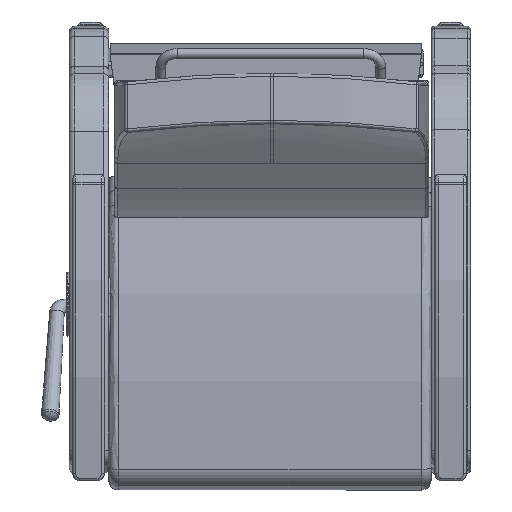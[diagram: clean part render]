
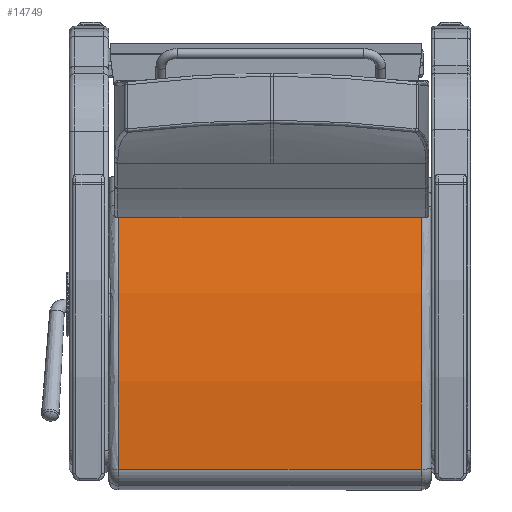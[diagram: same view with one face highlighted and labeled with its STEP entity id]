
A CAD part, front view. The second image highlights one B-rep face of the part: STEP entity #14749.
In plain terms, the highlighted free-form (B-spline) face has degree [1, 2] with [2, 3] control points.
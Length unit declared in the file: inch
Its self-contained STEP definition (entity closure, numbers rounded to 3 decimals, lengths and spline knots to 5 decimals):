
#477=(
BOUNDED_SURFACE()
B_SPLINE_SURFACE(1,2,((#35974,#35975,#35976),(#35977,#35978,#35979)),
 .UNSPECIFIED.,.F.,.F.,.F.)
B_SPLINE_SURFACE_WITH_KNOTS((2,2),(3,3),(-0.19254,0.19254),
(1.36178,1.69928),.UNSPECIFIED.)
GEOMETRIC_REPRESENTATION_ITEM()
RATIONAL_B_SPLINE_SURFACE(((1.,0.986,1.),(1.,0.986,
1.)))
REPRESENTATION_ITEM('')
SURFACE()
);
#985=ELLIPSE('',#16217,60.05357,60.);
#995=ELLIPSE('',#16245,60.05357,60.);
#1717=LINE('',#35972,#2642);
#1718=LINE('',#35981,#2643);
#2642=VECTOR('',#18778,0.3937);
#2643=VECTOR('',#18781,0.3937);
#3602=FACE_OUTER_BOUND('',#4610,.T.);
#4610=EDGE_LOOP('',(#10956,#10957,#10958,#10959));
#6906=VERTEX_POINT('',#35764);
#6907=VERTEX_POINT('',#35765);
#6932=VERTEX_POINT('',#35971);
#6933=VERTEX_POINT('',#35980);
#8402=EDGE_CURVE('',#6906,#6907,#985,.T.);
#8440=EDGE_CURVE('',#6907,#6932,#1717,.T.);
#8442=EDGE_CURVE('',#6906,#6933,#1718,.T.);
#8443=EDGE_CURVE('',#6932,#6933,#995,.T.);
#10956=ORIENTED_EDGE('',*,*,#8402,.F.);
#10957=ORIENTED_EDGE('',*,*,#8442,.T.);
#10958=ORIENTED_EDGE('',*,*,#8443,.F.);
#10959=ORIENTED_EDGE('',*,*,#8440,.F.);
#14749=ADVANCED_FACE('',(#3602),#477,.F.);
#16217=AXIS2_PLACEMENT_3D('',#35766,#18710,#18711);
#16245=AXIS2_PLACEMENT_3D('',#35982,#18782,#18783);
#18710=DIRECTION('center_axis',(0.,0.,-1.));
#18711=DIRECTION('ref_axis',(1.,0.,0.));
#18778=DIRECTION('',(0.,0.,1.));
#18781=DIRECTION('',(0.,0.,1.));
#18782=DIRECTION('center_axis',(0.,0.,1.));
#18783=DIRECTION('ref_axis',(1.,0.,0.));
#35764=CARTESIAN_POINT('',(-10.04459,1.25621,-11.5625));
#35765=CARTESIAN_POINT('',(10.1114,0.44486,-11.5625));
#35766=CARTESIAN_POINT('Origin',(-2.34979,-58.24922,-11.5625));
#35971=CARTESIAN_POINT('',(10.1114,0.44486,11.5625));
#35972=CARTESIAN_POINT('',(10.1114,0.44486,0.));
#35974=CARTESIAN_POINT('Ctrl Pts',(10.1114,0.44486,-11.5625));
#35975=CARTESIAN_POINT('Ctrl Pts',(0.10258,2.56602,-11.5625));
#35976=CARTESIAN_POINT('Ctrl Pts',(-10.04459,1.25621,-11.5625));
#35977=CARTESIAN_POINT('Ctrl Pts',(10.1114,0.44486,11.5625));
#35978=CARTESIAN_POINT('Ctrl Pts',(0.10258,2.56602,11.5625));
#35979=CARTESIAN_POINT('Ctrl Pts',(-10.04459,1.25621,11.5625));
#35980=CARTESIAN_POINT('',(-10.04459,1.25621,11.5625));
#35981=CARTESIAN_POINT('',(-10.04459,1.25621,0.));
#35982=CARTESIAN_POINT('Origin',(-2.34979,-58.24922,11.5625));
